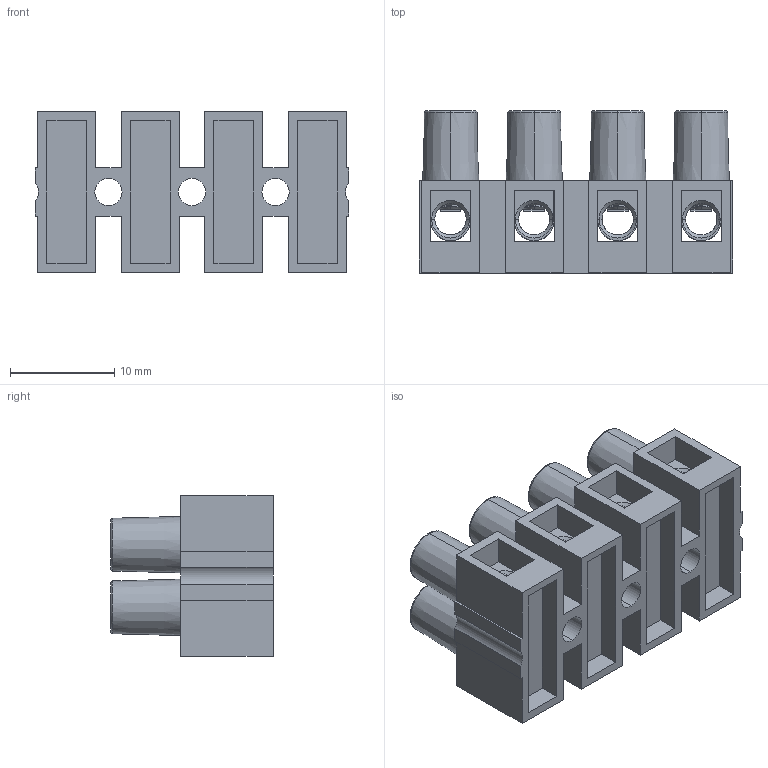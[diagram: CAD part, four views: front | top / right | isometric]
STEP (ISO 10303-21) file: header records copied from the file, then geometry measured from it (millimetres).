
FILE_DESCRIPTION (( 'STEP AP203' ), '1' );
FILE_NAME ('92CS4.STEP', '2023-12-19T15:41:11', ( '' ), ( '' ), 'SwSTEP 2.0', 'SolidWorks 2022', '' );
FILE_SCHEMA (( 'CONFIG_CONTROL_DESIGN' ));
Length unit declared in the file: millimetre
Products named in the file (6): SABUS9200-M092; 92CS4; CSM092; SAVMIC35; SABUSCSM092; SM0924
Assembly tree (15 placements, depth 3):
  92CS4
    SM0924
    SAVMIC35  x8
    SABUSCSM092  x4
      SABUS9200-M092
      CSM092
Bounding box: 30 x 15.53 x 15.32 mm (x, y, z)
Volume: 2709.2 mm3; surface area: 7110.7 mm2
Topology: 17 solids, 17 shells, 692 faces, 1842 edges, 1204 vertices
Faces by surface type: cylinder 292, plane 248, torus 64, cone 64, bspline 24
Entity records: 14065 total; most frequent: CARTESIAN_POINT 4542, DIRECTION 1828, ORIENTED_EDGE 1822, EDGE_CURVE 911, AXIS2_PLACEMENT_3D 694, VERTEX_POINT 592, LINE 440, VECTOR 440
